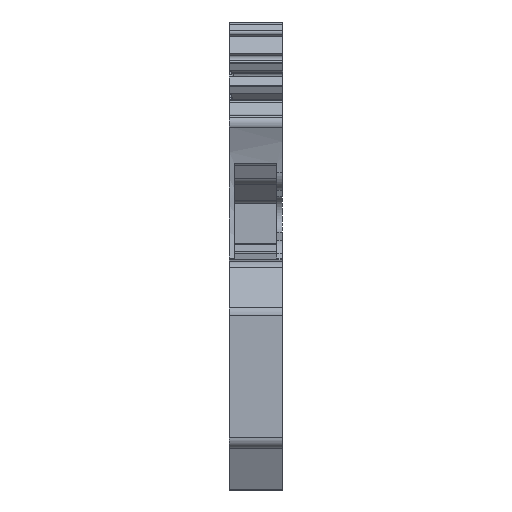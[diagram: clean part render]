
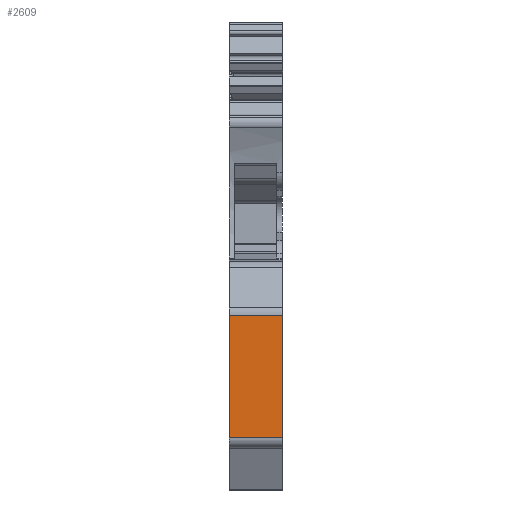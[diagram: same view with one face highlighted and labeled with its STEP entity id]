
A CAD part, front view. The second image highlights one B-rep face of the part: STEP entity #2609.
In plain terms, the highlighted planar face has unit normal (0, -1, 0).
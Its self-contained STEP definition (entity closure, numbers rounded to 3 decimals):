
#2589=AXIS2_PLACEMENT_3D('Plane Axis2P3D',#2586,#2587,#2588) ;
#1107=CARTESIAN_POINT('Vertex',(0.,0.,4.93)) ;
#1110=CARTESIAN_POINT('Line Origine',(0.,0.,10.723)) ;
#1114=CARTESIAN_POINT('Vertex',(0.,0.,16.516)) ;
#2567=CARTESIAN_POINT('Line Origine',(2.515,0.,16.516)) ;
#2571=CARTESIAN_POINT('Vertex',(5.03,0.,16.516)) ;
#2586=CARTESIAN_POINT('Axis2P3D Location',(0.,0.,4.93)) ;
#2591=CARTESIAN_POINT('Line Origine',(2.515,0.,4.93)) ;
#2595=CARTESIAN_POINT('Vertex',(5.03,0.,4.93)) ;
#2598=CARTESIAN_POINT('Line Origine',(5.03,0.,10.723)) ;
#1111=DIRECTION('Vector Direction',(0.,0.,1.)) ;
#2568=DIRECTION('Vector Direction',(1.,0.,0.)) ;
#2587=DIRECTION('Axis2P3D Direction',(0.,1.,0.)) ;
#2588=DIRECTION('Axis2P3D XDirection',(0.,0.,1.)) ;
#2592=DIRECTION('Vector Direction',(1.,0.,0.)) ;
#2599=DIRECTION('Vector Direction',(0.,0.,1.)) ;
#1112=VECTOR('Line Direction',#1111,1.) ;
#2569=VECTOR('Line Direction',#2568,1.) ;
#2593=VECTOR('Line Direction',#2592,1.) ;
#2600=VECTOR('Line Direction',#2599,1.) ;
#2604=ORIENTED_EDGE('',*,*,#2573,.F.) ;
#2605=ORIENTED_EDGE('',*,*,#1116,.T.) ;
#2606=ORIENTED_EDGE('',*,*,#2597,.T.) ;
#2607=ORIENTED_EDGE('',*,*,#2602,.F.) ;
#2609=ADVANCED_FACE('KLTR',(#2608),#2590,.F.) ;
#1116=EDGE_CURVE('',#1115,#1108,#1113,.F.) ;
#2573=EDGE_CURVE('',#1115,#2572,#2570,.T.) ;
#2597=EDGE_CURVE('',#1108,#2596,#2594,.T.) ;
#2602=EDGE_CURVE('',#2572,#2596,#2601,.F.) ;
#2603=EDGE_LOOP('',(#2604,#2605,#2606,#2607)) ;
#2608=FACE_OUTER_BOUND('',#2603,.T.) ;
#1113=LINE('Line',#1110,#1112) ;
#2570=LINE('Line',#2567,#2569) ;
#2594=LINE('Line',#2591,#2593) ;
#2601=LINE('Line',#2598,#2600) ;
#2590=PLANE('',#2589) ;
#1108=VERTEX_POINT('',#1107) ;
#1115=VERTEX_POINT('',#1114) ;
#2572=VERTEX_POINT('',#2571) ;
#2596=VERTEX_POINT('',#2595) ;
